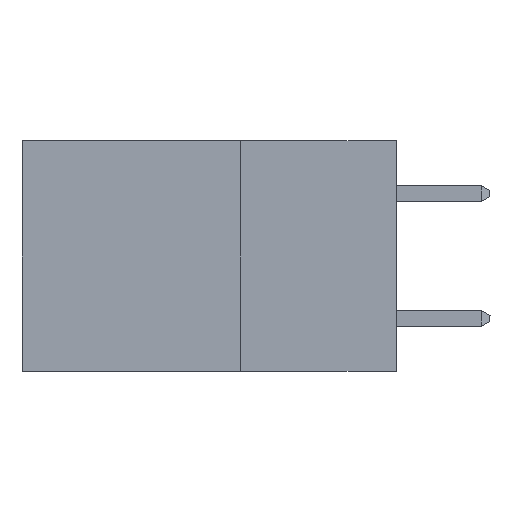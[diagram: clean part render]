
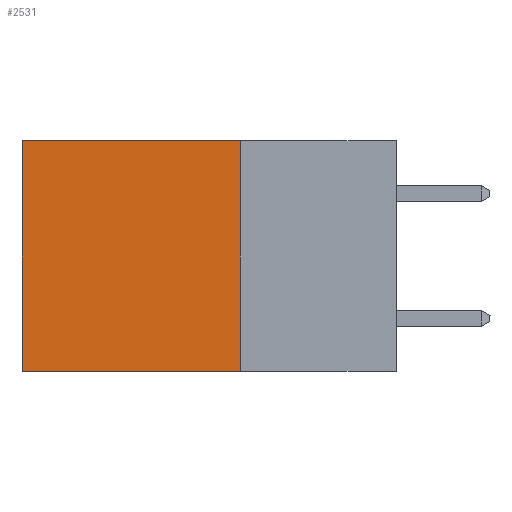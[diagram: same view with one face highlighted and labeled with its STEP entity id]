
A CAD part, left-side view. The second image highlights one B-rep face of the part: STEP entity #2531.
In plain terms, the highlighted planar face has unit normal (-1, 0, 0).
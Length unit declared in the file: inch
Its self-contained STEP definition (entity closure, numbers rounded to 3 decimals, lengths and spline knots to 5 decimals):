
#513 = VERTEX_POINT ( 'NONE', #4011 ) ;
#1120 = ORIENTED_EDGE ( 'NONE', *, *, #7725, .F. ) ;
#1443 = DIRECTION ( 'NONE',  ( 0., 1., 0. ) ) ;
#1984 = LINE ( 'NONE', #6866, #12868 ) ;
#2531 = ADVANCED_FACE ( 'NONE', ( #14028 ), #7624, .F. ) ;
#3323 = EDGE_CURVE ( 'NONE', #513, #7436, #9241, .T. ) ;
#3617 = CARTESIAN_POINT ( 'NONE',  ( 0.2615, 0.25, -0.37 ) ) ;
#3844 = DIRECTION ( 'NONE',  ( 0., 0., -1. ) ) ;
#4011 = CARTESIAN_POINT ( 'NONE',  ( 0.2615, 0.6, 0. ) ) ;
#4162 = CARTESIAN_POINT ( 'NONE',  ( 0.2615, 0.6, -0.37 ) ) ;
#4264 = ORIENTED_EDGE ( 'NONE', *, *, #7171, .F. ) ;
#4923 = VERTEX_POINT ( 'NONE', #12050 ) ;
#5149 = VECTOR ( 'NONE', #1443, 39.37008 ) ;
#5913 = VERTEX_POINT ( 'NONE', #10181 ) ;
#5936 = AXIS2_PLACEMENT_3D ( 'NONE', #7161, #7688, #8249 ) ;
#6023 = EDGE_LOOP ( 'NONE', ( #10891, #1120, #4264, #12789 ) ) ;
#6261 = CARTESIAN_POINT ( 'NONE',  ( 0.2615, 0.25, -0.37 ) ) ;
#6370 = DIRECTION ( 'NONE',  ( 0., 0., -1. ) ) ;
#6389 = VECTOR ( 'NONE', #3844, 39.37008 ) ;
#6866 = CARTESIAN_POINT ( 'NONE',  ( 0.2615, 0.25, 0. ) ) ;
#6881 = DIRECTION ( 'NONE',  ( 0., 1., 0. ) ) ;
#7161 = CARTESIAN_POINT ( 'NONE',  ( 0.2615, 0.25, -0.37 ) ) ;
#7171 = EDGE_CURVE ( 'NONE', #4923, #5913, #10005, .T. ) ;
#7436 = VERTEX_POINT ( 'NONE', #8602 ) ;
#7624 = PLANE ( 'NONE',  #5936 ) ;
#7688 = DIRECTION ( 'NONE',  ( 1., 0., 0. ) ) ;
#7725 = EDGE_CURVE ( 'NONE', #5913, #7436, #7992, .T. ) ;
#7992 = LINE ( 'NONE', #3617, #5149 ) ;
#8249 = DIRECTION ( 'NONE',  ( 0., 0., -1. ) ) ;
#8602 = CARTESIAN_POINT ( 'NONE',  ( 0.2615, 0.6, -0.37 ) ) ;
#9241 = LINE ( 'NONE', #4162, #6389 ) ;
#9675 = VECTOR ( 'NONE', #6370, 39.37008 ) ;
#9755 = EDGE_CURVE ( 'NONE', #4923, #513, #1984, .T. ) ;
#10005 = LINE ( 'NONE', #6261, #9675 ) ;
#10181 = CARTESIAN_POINT ( 'NONE',  ( 0.2615, 0.25, -0.37 ) ) ;
#10891 = ORIENTED_EDGE ( 'NONE', *, *, #3323, .T. ) ;
#12050 = CARTESIAN_POINT ( 'NONE',  ( 0.2615, 0.25, 0. ) ) ;
#12789 = ORIENTED_EDGE ( 'NONE', *, *, #9755, .T. ) ;
#12868 = VECTOR ( 'NONE', #6881, 39.37008 ) ;
#14028 = FACE_OUTER_BOUND ( 'NONE', #6023, .T. ) ;
